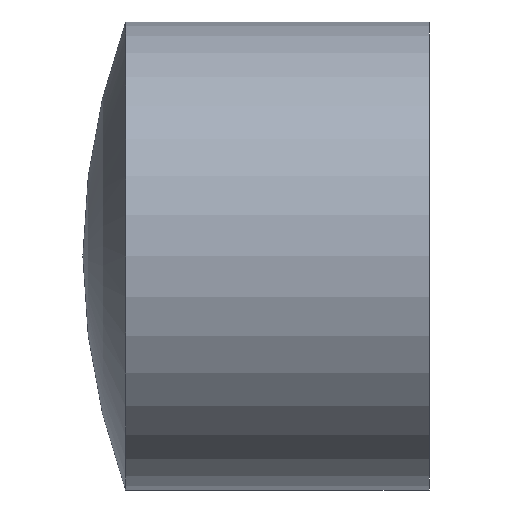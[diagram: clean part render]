
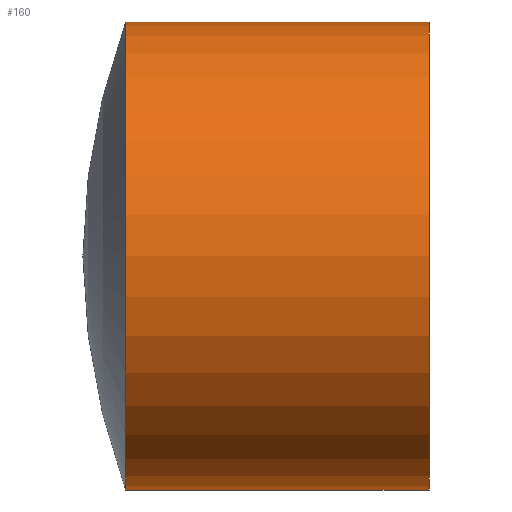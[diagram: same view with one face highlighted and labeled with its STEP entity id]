
A CAD part, left-side view. The second image highlights one B-rep face of the part: STEP entity #160.
In plain terms, the highlighted cylindrical face has radius 90 mm (diameter 180 mm), a partial arc.
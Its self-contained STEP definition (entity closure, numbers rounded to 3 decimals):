
#5 = VERTEX_POINT ( 'NONE', #298 ) ;
#17 = CARTESIAN_POINT ( 'NONE',  ( 0., 0., -90. ) ) ;
#26 = EDGE_CURVE ( 'NONE', #5, #36, #172, .T. ) ;
#36 = VERTEX_POINT ( 'NONE', #17 ) ;
#38 = DIRECTION ( 'NONE',  ( 0., 0., -1. ) ) ;
#44 = DIRECTION ( 'NONE',  ( 0., -1., 0. ) ) ;
#52 = DIRECTION ( 'NONE',  ( 0., 0., -1. ) ) ;
#57 = AXIS2_PLACEMENT_3D ( 'NONE', #186, #266, #52 ) ;
#65 = CIRCLE ( 'NONE', #57, 90. ) ;
#66 = VECTOR ( 'NONE', #287, 1000. ) ;
#70 = FACE_OUTER_BOUND ( 'NONE', #139, .T. ) ;
#74 = EDGE_CURVE ( 'NONE', #87, #5, #217, .T. ) ;
#87 = VERTEX_POINT ( 'NONE', #175 ) ;
#91 = DIRECTION ( 'NONE',  ( 0., -1., 0. ) ) ;
#102 = LINE ( 'NONE', #207, #66 ) ;
#104 = AXIS2_PLACEMENT_3D ( 'NONE', #262, #44, #151 ) ;
#106 = ORIENTED_EDGE ( 'NONE', *, *, #281, .T. ) ;
#114 = VERTEX_POINT ( 'NONE', #302 ) ;
#139 = EDGE_LOOP ( 'NONE', ( #293, #106, #141, #167 ) ) ;
#141 = ORIENTED_EDGE ( 'NONE', *, *, #270, .T. ) ;
#149 = VECTOR ( 'NONE', #91, 1000. ) ;
#151 = DIRECTION ( 'NONE',  ( 0., 0., -1. ) ) ;
#160 = ADVANCED_FACE ( 'NONE', ( #70 ), #180, .T. ) ;
#167 = ORIENTED_EDGE ( 'NONE', *, *, #26, .F. ) ;
#171 = AXIS2_PLACEMENT_3D ( 'NONE', #173, #256, #38 ) ;
#172 = CIRCLE ( 'NONE', #171, 90. ) ;
#173 = CARTESIAN_POINT ( 'NONE',  ( 0., 0., 0. ) ) ;
#175 = CARTESIAN_POINT ( 'NONE',  ( 0., 116.737, 90. ) ) ;
#180 = CYLINDRICAL_SURFACE ( 'NONE', #104, 90. ) ;
#186 = CARTESIAN_POINT ( 'NONE',  ( 0., 116.737, 0. ) ) ;
#207 = CARTESIAN_POINT ( 'NONE',  ( 0., 0., -90. ) ) ;
#217 = LINE ( 'NONE', #300, #149 ) ;
#256 = DIRECTION ( 'NONE',  ( 0., -1., 0. ) ) ;
#262 = CARTESIAN_POINT ( 'NONE',  ( 0., 0., 0. ) ) ;
#266 = DIRECTION ( 'NONE',  ( 0., -1., 0. ) ) ;
#270 = EDGE_CURVE ( 'NONE', #114, #36, #102, .T. ) ;
#281 = EDGE_CURVE ( 'NONE', #87, #114, #65, .T. ) ;
#287 = DIRECTION ( 'NONE',  ( 0., -1., 0. ) ) ;
#293 = ORIENTED_EDGE ( 'NONE', *, *, #74, .F. ) ;
#298 = CARTESIAN_POINT ( 'NONE',  ( 0., 0., 90. ) ) ;
#300 = CARTESIAN_POINT ( 'NONE',  ( 0., 0., 90. ) ) ;
#302 = CARTESIAN_POINT ( 'NONE',  ( 0., 116.737, -90. ) ) ;
